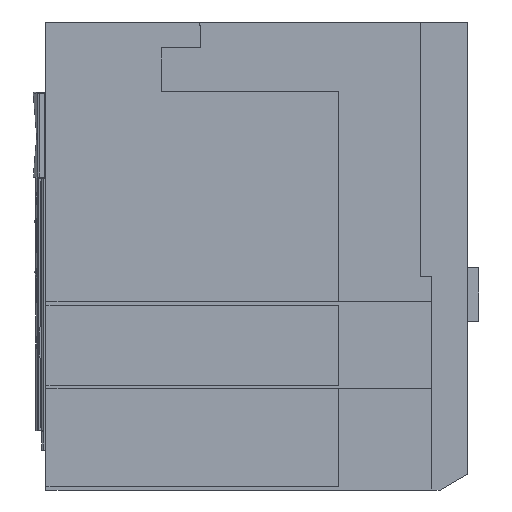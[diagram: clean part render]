
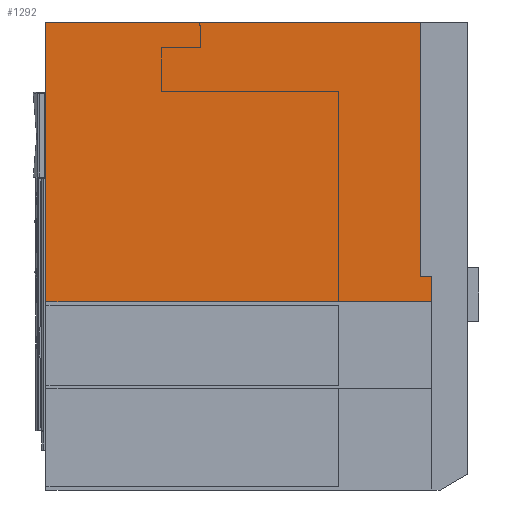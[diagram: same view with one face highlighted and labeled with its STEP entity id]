
A CAD part, left-side view. The second image highlights one B-rep face of the part: STEP entity #1292.
In plain terms, the highlighted planar face has unit normal (-1, 0, 0).
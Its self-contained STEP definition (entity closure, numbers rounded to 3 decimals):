
#1249=AXIS2_PLACEMENT_3D('Plane Axis2P3D',#1246,#1247,#1248) ;
#880=CARTESIAN_POINT('Vertex',(-604.25,0.,425.)) ;
#885=CARTESIAN_POINT('Line Origine',(-604.25,-170.,425.)) ;
#889=CARTESIAN_POINT('Vertex',(-604.25,-340.,425.)) ;
#1246=CARTESIAN_POINT('Axis2P3D Location',(-604.25,0.,0.)) ;
#1251=CARTESIAN_POINT('Line Origine',(-604.25,-345.,194.)) ;
#1255=CARTESIAN_POINT('Vertex',(-604.25,-340.,194.)) ;
#1257=CARTESIAN_POINT('Vertex',(-604.25,-350.,194.)) ;
#1260=CARTESIAN_POINT('Line Origine',(-604.25,-340.,309.5)) ;
#1265=CARTESIAN_POINT('Line Origine',(-604.25,0.,298.)) ;
#1269=CARTESIAN_POINT('Vertex',(-604.25,0.,171.)) ;
#1272=CARTESIAN_POINT('Line Origine',(-604.25,-175.,171.)) ;
#1276=CARTESIAN_POINT('Vertex',(-604.25,-350.,171.)) ;
#1279=CARTESIAN_POINT('Line Origine',(-604.25,-350.,182.5)) ;
#886=DIRECTION('Vector Direction',(0.,-1.,0.)) ;
#1247=DIRECTION('Axis2P3D Direction',(1.,0.,-0.)) ;
#1248=DIRECTION('Axis2P3D XDirection',(0.,0.,1.)) ;
#1252=DIRECTION('Vector Direction',(0.,-1.,0.)) ;
#1261=DIRECTION('Vector Direction',(0.,0.,1.)) ;
#1266=DIRECTION('Vector Direction',(0.,0.,1.)) ;
#1273=DIRECTION('Vector Direction',(0.,-1.,0.)) ;
#1280=DIRECTION('Vector Direction',(0.,0.,1.)) ;
#887=VECTOR('Line Direction',#886,1.) ;
#1253=VECTOR('Line Direction',#1252,1.) ;
#1262=VECTOR('Line Direction',#1261,1.) ;
#1267=VECTOR('Line Direction',#1266,1.) ;
#1274=VECTOR('Line Direction',#1273,1.) ;
#1281=VECTOR('Line Direction',#1280,1.) ;
#1285=ORIENTED_EDGE('',*,*,#1259,.F.) ;
#1286=ORIENTED_EDGE('',*,*,#1264,.T.) ;
#1287=ORIENTED_EDGE('',*,*,#891,.F.) ;
#1288=ORIENTED_EDGE('',*,*,#1271,.F.) ;
#1289=ORIENTED_EDGE('',*,*,#1278,.T.) ;
#1290=ORIENTED_EDGE('',*,*,#1283,.F.) ;
#1292=ADVANCED_FACE('RX0153104_1PA_001_00_SIMUL_PF_N3_III.2\\PartBody',(#1291),#1250,.F.) ;
#891=EDGE_CURVE('',#881,#890,#888,.T.) ;
#1259=EDGE_CURVE('',#1256,#1258,#1254,.T.) ;
#1264=EDGE_CURVE('',#1256,#890,#1263,.T.) ;
#1271=EDGE_CURVE('',#1270,#881,#1268,.T.) ;
#1278=EDGE_CURVE('',#1270,#1277,#1275,.T.) ;
#1283=EDGE_CURVE('',#1258,#1277,#1282,.F.) ;
#1284=EDGE_LOOP('',(#1285,#1286,#1287,#1288,#1289,#1290)) ;
#1291=FACE_OUTER_BOUND('',#1284,.T.) ;
#888=LINE('Line',#885,#887) ;
#1254=LINE('Line',#1251,#1253) ;
#1263=LINE('Line',#1260,#1262) ;
#1268=LINE('Line',#1265,#1267) ;
#1275=LINE('Line',#1272,#1274) ;
#1282=LINE('Line',#1279,#1281) ;
#1250=PLANE('',#1249) ;
#881=VERTEX_POINT('',#880) ;
#890=VERTEX_POINT('',#889) ;
#1256=VERTEX_POINT('',#1255) ;
#1258=VERTEX_POINT('',#1257) ;
#1270=VERTEX_POINT('',#1269) ;
#1277=VERTEX_POINT('',#1276) ;
